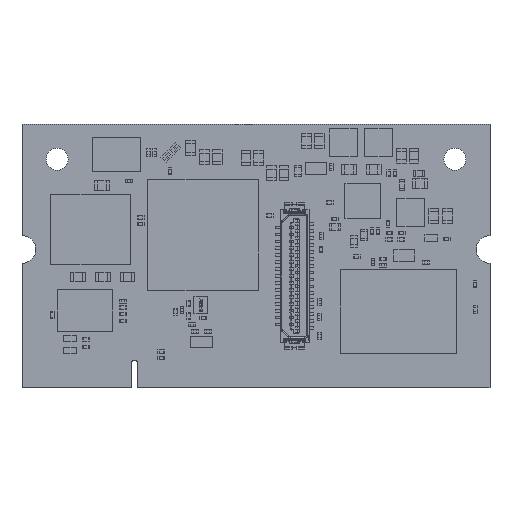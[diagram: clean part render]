
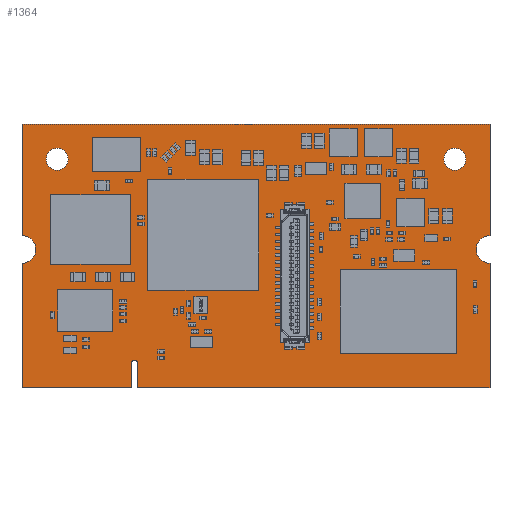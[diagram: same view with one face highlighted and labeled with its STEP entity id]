
A CAD part, top view. The second image highlights one B-rep face of the part: STEP entity #1364.
In plain terms, the highlighted planar face has unit normal (0, 0, 1).
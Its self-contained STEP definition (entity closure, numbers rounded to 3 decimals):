
#795 = VERTEX_POINT('',#796);
#796 = CARTESIAN_POINT('',(0.,0.,0.));
#802 = EDGE_CURVE('',#795,#803,#805,.T.);
#803 = VERTEX_POINT('',#804);
#804 = CARTESIAN_POINT('',(0.,18.,0.));
#805 = LINE('',#806,#807);
#806 = CARTESIAN_POINT('',(0.,0.,0.));
#807 = VECTOR('',#808,1.);
#808 = DIRECTION('',(0.,1.,0.));
#835 = VERTEX_POINT('',#836);
#836 = CARTESIAN_POINT('',(15.75,0.,0.));
#842 = EDGE_CURVE('',#835,#795,#843,.T.);
#843 = LINE('',#844,#845);
#844 = CARTESIAN_POINT('',(15.75,0.,0.));
#845 = VECTOR('',#846,1.);
#846 = DIRECTION('',(-1.,0.,0.));
#864 = EDGE_CURVE('',#803,#865,#867,.T.);
#865 = VERTEX_POINT('',#866);
#866 = CARTESIAN_POINT('',(0.,22.,0.));
#867 = CIRCLE('',#868,2.);
#868 = AXIS2_PLACEMENT_3D('',#869,#870,#871);
#869 = CARTESIAN_POINT('',(0.,20.,0.));
#870 = DIRECTION('',(0.,0.,1.));
#871 = DIRECTION('',(0.,-1.,0.));
#899 = VERTEX_POINT('',#900);
#900 = CARTESIAN_POINT('',(15.75,3.5,0.));
#906 = EDGE_CURVE('',#899,#835,#907,.T.);
#907 = LINE('',#908,#909);
#908 = CARTESIAN_POINT('',(15.75,3.5,0.));
#909 = VECTOR('',#910,1.);
#910 = DIRECTION('',(0.,-1.,0.));
#928 = EDGE_CURVE('',#865,#929,#931,.T.);
#929 = VERTEX_POINT('',#930);
#930 = CARTESIAN_POINT('',(0.,38.1,0.));
#931 = LINE('',#932,#933);
#932 = CARTESIAN_POINT('',(0.,22.,0.));
#933 = VECTOR('',#934,1.);
#934 = DIRECTION('',(0.,1.,0.));
#961 = VERTEX_POINT('',#962);
#962 = CARTESIAN_POINT('',(16.571,3.883,0.));
#968 = EDGE_CURVE('',#961,#899,#969,.T.);
#969 = CIRCLE('',#970,0.5);
#970 = AXIS2_PLACEMENT_3D('',#971,#972,#973);
#971 = CARTESIAN_POINT('',(16.25,3.5,0.));
#972 = DIRECTION('',(0.,0.,1.));
#973 = DIRECTION('',(1.,0.,0.));
#992 = EDGE_CURVE('',#929,#993,#995,.T.);
#993 = VERTEX_POINT('',#994);
#994 = CARTESIAN_POINT('',(67.6,38.1,0.));
#995 = LINE('',#996,#997);
#996 = CARTESIAN_POINT('',(0.,38.1,0.));
#997 = VECTOR('',#998,1.);
#998 = DIRECTION('',(1.,0.,0.));
#1025 = VERTEX_POINT('',#1026);
#1026 = CARTESIAN_POINT('',(16.75,3.5,0.));
#1032 = EDGE_CURVE('',#1025,#961,#1033,.T.);
#1033 = CIRCLE('',#1034,0.5);
#1034 = AXIS2_PLACEMENT_3D('',#1035,#1036,#1037);
#1035 = CARTESIAN_POINT('',(16.25,3.5,0.));
#1036 = DIRECTION('',(0.,0.,1.));
#1037 = DIRECTION('',(1.,0.,0.));
#1056 = EDGE_CURVE('',#993,#1057,#1059,.T.);
#1057 = VERTEX_POINT('',#1058);
#1058 = CARTESIAN_POINT('',(67.6,22.,0.));
#1059 = LINE('',#1060,#1061);
#1060 = CARTESIAN_POINT('',(67.6,38.1,0.));
#1061 = VECTOR('',#1062,1.);
#1062 = DIRECTION('',(0.,-1.,0.));
#1089 = VERTEX_POINT('',#1090);
#1090 = CARTESIAN_POINT('',(16.75,0.,0.));
#1096 = EDGE_CURVE('',#1089,#1025,#1097,.T.);
#1097 = LINE('',#1098,#1099);
#1098 = CARTESIAN_POINT('',(16.75,0.,0.));
#1099 = VECTOR('',#1100,1.);
#1100 = DIRECTION('',(0.,1.,0.));
#1118 = EDGE_CURVE('',#1057,#1119,#1121,.T.);
#1119 = VERTEX_POINT('',#1120);
#1120 = CARTESIAN_POINT('',(67.6,18.,0.));
#1121 = CIRCLE('',#1122,2.);
#1122 = AXIS2_PLACEMENT_3D('',#1123,#1124,#1125);
#1123 = CARTESIAN_POINT('',(67.6,20.,0.));
#1124 = DIRECTION('',(0.,0.,1.));
#1125 = DIRECTION('',(0.,1.,0.));
#1153 = VERTEX_POINT('',#1154);
#1154 = CARTESIAN_POINT('',(67.6,0.,0.));
#1160 = EDGE_CURVE('',#1153,#1089,#1161,.T.);
#1161 = LINE('',#1162,#1163);
#1162 = CARTESIAN_POINT('',(67.6,0.,0.));
#1163 = VECTOR('',#1164,1.);
#1164 = DIRECTION('',(-1.,0.,0.));
#1182 = EDGE_CURVE('',#1119,#1153,#1183,.T.);
#1183 = LINE('',#1184,#1185);
#1184 = CARTESIAN_POINT('',(67.6,18.,0.));
#1185 = VECTOR('',#1186,1.);
#1186 = DIRECTION('',(0.,-1.,0.));
#1206 = VERTEX_POINT('',#1207);
#1207 = CARTESIAN_POINT('',(40.045,7.104,0.));
#1213 = EDGE_CURVE('',#1206,#1206,#1214,.T.);
#1214 = CIRCLE('',#1215,0.675);
#1215 = AXIS2_PLACEMENT_3D('',#1216,#1217,#1218);
#1216 = CARTESIAN_POINT('',(39.37,7.104,0.));
#1217 = DIRECTION('',(0.,0.,1.));
#1218 = DIRECTION('',(1.,0.,0.));
#1239 = VERTEX_POINT('',#1240);
#1240 = CARTESIAN_POINT('',(40.045,25.204,0.));
#1246 = EDGE_CURVE('',#1239,#1239,#1247,.T.);
#1247 = CIRCLE('',#1248,0.675);
#1248 = AXIS2_PLACEMENT_3D('',#1249,#1250,#1251);
#1249 = CARTESIAN_POINT('',(39.37,25.204,0.));
#1250 = DIRECTION('',(0.,0.,1.));
#1251 = DIRECTION('',(1.,0.,0.));
#1272 = VERTEX_POINT('',#1273);
#1273 = CARTESIAN_POINT('',(6.668,33.02,0.));
#1279 = EDGE_CURVE('',#1272,#1272,#1280,.T.);
#1280 = CIRCLE('',#1281,1.588);
#1281 = AXIS2_PLACEMENT_3D('',#1282,#1283,#1284);
#1282 = CARTESIAN_POINT('',(5.08,33.02,0.));
#1283 = DIRECTION('',(0.,0.,1.));
#1284 = DIRECTION('',(1.,0.,0.));
#1305 = VERTEX_POINT('',#1306);
#1306 = CARTESIAN_POINT('',(64.107,33.02,0.));
#1312 = EDGE_CURVE('',#1305,#1305,#1313,.T.);
#1313 = CIRCLE('',#1314,1.588);
#1314 = AXIS2_PLACEMENT_3D('',#1315,#1316,#1317);
#1315 = CARTESIAN_POINT('',(62.52,33.02,0.));
#1316 = DIRECTION('',(0.,0.,1.));
#1317 = DIRECTION('',(1.,0.,0.));
#1364 = ADVANCED_FACE('',(#1365,#1380,#1383,#1386,#1389),#1392,.T.);
#1365 = FACE_BOUND('',#1366,.T.);
#1366 = EDGE_LOOP('',(#1367,#1368,#1369,#1370,#1371,#1372,#1373,#1374,
    #1375,#1376,#1377,#1378,#1379));
#1367 = ORIENTED_EDGE('',*,*,#802,.F.);
#1368 = ORIENTED_EDGE('',*,*,#842,.F.);
#1369 = ORIENTED_EDGE('',*,*,#906,.F.);
#1370 = ORIENTED_EDGE('',*,*,#968,.F.);
#1371 = ORIENTED_EDGE('',*,*,#1032,.F.);
#1372 = ORIENTED_EDGE('',*,*,#1096,.F.);
#1373 = ORIENTED_EDGE('',*,*,#1160,.F.);
#1374 = ORIENTED_EDGE('',*,*,#1182,.F.);
#1375 = ORIENTED_EDGE('',*,*,#1118,.F.);
#1376 = ORIENTED_EDGE('',*,*,#1056,.F.);
#1377 = ORIENTED_EDGE('',*,*,#992,.F.);
#1378 = ORIENTED_EDGE('',*,*,#928,.F.);
#1379 = ORIENTED_EDGE('',*,*,#864,.F.);
#1380 = FACE_BOUND('',#1381,.T.);
#1381 = EDGE_LOOP('',(#1382));
#1382 = ORIENTED_EDGE('',*,*,#1213,.F.);
#1383 = FACE_BOUND('',#1384,.T.);
#1384 = EDGE_LOOP('',(#1385));
#1385 = ORIENTED_EDGE('',*,*,#1246,.F.);
#1386 = FACE_BOUND('',#1387,.T.);
#1387 = EDGE_LOOP('',(#1388));
#1388 = ORIENTED_EDGE('',*,*,#1279,.F.);
#1389 = FACE_BOUND('',#1390,.T.);
#1390 = EDGE_LOOP('',(#1391));
#1391 = ORIENTED_EDGE('',*,*,#1312,.F.);
#1392 = PLANE('',#1393);
#1393 = AXIS2_PLACEMENT_3D('',#1394,#1395,#1396);
#1394 = CARTESIAN_POINT('',(0.,0.,0.));
#1395 = DIRECTION('',(0.,0.,1.));
#1396 = DIRECTION('',(1.,0.,0.));
